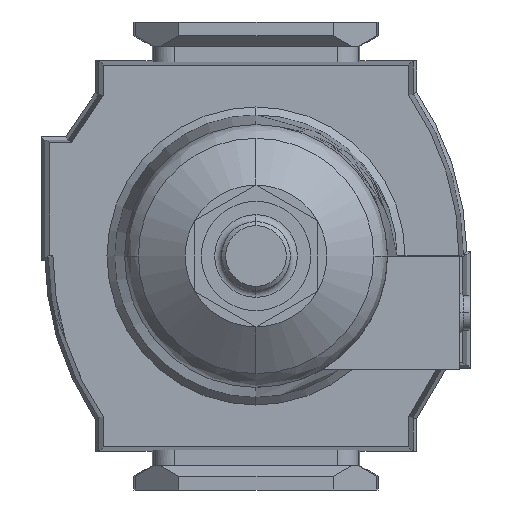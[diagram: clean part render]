
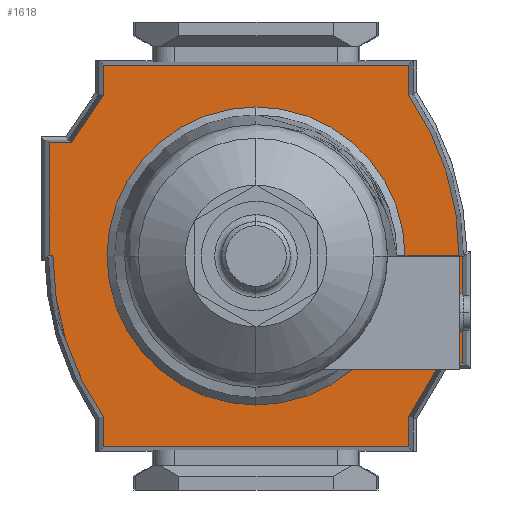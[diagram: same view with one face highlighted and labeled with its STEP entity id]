
A CAD part, front view. The second image highlights one B-rep face of the part: STEP entity #1618.
In plain terms, the highlighted planar face has unit normal (0, -1, 0).
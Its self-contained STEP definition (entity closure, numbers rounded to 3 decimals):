
#101 = ORIENTED_EDGE ( 'NONE', *, *, #6196, .F. ) ;
#130 = EDGE_CURVE ( 'NONE', #9976, #982, #3749, .T. ) ;
#331 = VERTEX_POINT ( 'NONE', #7005 ) ;
#418 = LINE ( 'NONE', #9619, #1552 ) ;
#553 = LINE ( 'NONE', #1495, #11570 ) ;
#614 = DIRECTION ( 'NONE',  ( 1., 0., 0. ) ) ;
#882 = ORIENTED_EDGE ( 'NONE', *, *, #3274, .F. ) ;
#883 = CARTESIAN_POINT ( 'NONE',  ( -15.5, -38.5, -26.8 ) ) ;
#982 = VERTEX_POINT ( 'NONE', #1667 ) ;
#994 = ORIENTED_EDGE ( 'NONE', *, *, #8001, .F. ) ;
#1057 = VECTOR ( 'NONE', #8574, 1000. ) ;
#1075 = CARTESIAN_POINT ( 'NONE',  ( 27.75, -38.5, 22.2 ) ) ;
#1084 = ORIENTED_EDGE ( 'NONE', *, *, #8941, .F. ) ;
#1147 = CARTESIAN_POINT ( 'NONE',  ( -27.75, -38.5, -22.2 ) ) ;
#1161 = EDGE_CURVE ( 'NONE', #6459, #4018, #10354, .T. ) ;
#1162 = CARTESIAN_POINT ( 'NONE',  ( 16.5, -38.5, 26.8 ) ) ;
#1199 = VERTEX_POINT ( 'NONE', #8693 ) ;
#1307 = LINE ( 'NONE', #3989, #2625 ) ;
#1379 = AXIS2_PLACEMENT_3D ( 'NONE', #11325, #5100, #3206 ) ;
#1393 = ORIENTED_EDGE ( 'NONE', *, *, #8086, .F. ) ;
#1495 = CARTESIAN_POINT ( 'NONE',  ( 16.5, -38.5, 30. ) ) ;
#1516 = CARTESIAN_POINT ( 'NONE',  ( -27.75, -38.5, 22.2 ) ) ;
#1552 = VECTOR ( 'NONE', #6025, 1000. ) ;
#1576 = ORIENTED_EDGE ( 'NONE', *, *, #10470, .F. ) ;
#1587 = CARTESIAN_POINT ( 'NONE',  ( 0.1, -38.5, 30. ) ) ;
#1618 = ADVANCED_FACE ( 'NONE', ( #11442 ), #10339, .T. ) ;
#1667 = CARTESIAN_POINT ( 'NONE',  ( 27.75, -38.5, 22.2 ) ) ;
#1906 = DIRECTION ( 'NONE',  ( 0., 0., 1. ) ) ;
#2162 = CIRCLE ( 'NONE', #9742, 41.1 ) ;
#2233 = EDGE_LOOP ( 'NONE', ( #3202, #1084, #3196, #9921, #882, #994, #11294, #101, #6312, #11307, #7308, #1576, #1393, #5332, #5430, #3363, #5143 ) ) ;
#2266 = DIRECTION ( 'NONE',  ( 0., 0., 1. ) ) ;
#2280 = VECTOR ( 'NONE', #8804, 1000. ) ;
#2312 = DIRECTION ( 'NONE',  ( 0., 1., 0. ) ) ;
#2423 = DIRECTION ( 'NONE',  ( 0.83, 0., -0.557 ) ) ;
#2439 = CARTESIAN_POINT ( 'NONE',  ( -27.75, -38.5, -22.2 ) ) ;
#2625 = VECTOR ( 'NONE', #7626, 1000. ) ;
#2739 = LINE ( 'NONE', #7219, #4874 ) ;
#3123 = DIRECTION ( 'NONE',  ( -1., 0., 0. ) ) ;
#3196 = ORIENTED_EDGE ( 'NONE', *, *, #5329, .F. ) ;
#3202 = ORIENTED_EDGE ( 'NONE', *, *, #6855, .F. ) ;
#3206 = DIRECTION ( 'NONE',  ( 0., 0., -1. ) ) ;
#3270 = CARTESIAN_POINT ( 'NONE',  ( -15.5, -38.5, -30. ) ) ;
#3274 = EDGE_CURVE ( 'NONE', #9697, #8089, #3781, .T. ) ;
#3362 = EDGE_CURVE ( 'NONE', #11059, #331, #7773, .T. ) ;
#3363 = ORIENTED_EDGE ( 'NONE', *, *, #8553, .F. ) ;
#3408 = EDGE_CURVE ( 'NONE', #6101, #10256, #1307, .T. ) ;
#3434 = LINE ( 'NONE', #11600, #5381 ) ;
#3566 = CARTESIAN_POINT ( 'NONE',  ( 0.1, -38.5, 30. ) ) ;
#3749 = LINE ( 'NONE', #1075, #8412 ) ;
#3781 = LINE ( 'NONE', #5648, #7579 ) ;
#3864 = CARTESIAN_POINT ( 'NONE',  ( 23.383, -38.5, -22.2 ) ) ;
#3989 = CARTESIAN_POINT ( 'NONE',  ( 16.5, -38.5, 26.8 ) ) ;
#3999 = EDGE_CURVE ( 'NONE', #10256, #9976, #11428, .T. ) ;
#4018 = VERTEX_POINT ( 'NONE', #1516 ) ;
#4020 = DIRECTION ( 'NONE',  ( 0., 0., -1. ) ) ;
#4254 = CARTESIAN_POINT ( 'NONE',  ( 23.35, -38.5, 22.2 ) ) ;
#4273 = LINE ( 'NONE', #2439, #1057 ) ;
#4437 = LINE ( 'NONE', #1587, #5208 ) ;
#4458 = EDGE_CURVE ( 'NONE', #9775, #7021, #11296, .T. ) ;
#4748 = DIRECTION ( 'NONE',  ( 1., 0., 0. ) ) ;
#4874 = VECTOR ( 'NONE', #1906, 1000. ) ;
#4891 = CARTESIAN_POINT ( 'NONE',  ( -0.1, -38.5, -29.5 ) ) ;
#5100 = DIRECTION ( 'NONE',  ( 0., -1., 0. ) ) ;
#5143 = ORIENTED_EDGE ( 'NONE', *, *, #1161, .F. ) ;
#5160 = DIRECTION ( 'NONE',  ( 0., 0., 1. ) ) ;
#5208 = VECTOR ( 'NONE', #10717, 1000. ) ;
#5224 = DIRECTION ( 'NONE',  ( -1., 0., 0. ) ) ;
#5275 = VECTOR ( 'NONE', #3123, 1000. ) ;
#5329 = EDGE_CURVE ( 'NONE', #7744, #7914, #2739, .T. ) ;
#5332 = ORIENTED_EDGE ( 'NONE', *, *, #3362, .F. ) ;
#5339 = DIRECTION ( 'NONE',  ( 1., 0., 0. ) ) ;
#5381 = VECTOR ( 'NONE', #10677, 1000. ) ;
#5430 = ORIENTED_EDGE ( 'NONE', *, *, #8881, .F. ) ;
#5648 = CARTESIAN_POINT ( 'NONE',  ( -0.1, -38.5, -30. ) ) ;
#5672 = DIRECTION ( 'NONE',  ( 0., 1., 0. ) ) ;
#6025 = DIRECTION ( 'NONE',  ( 0., 0., -1. ) ) ;
#6058 = CARTESIAN_POINT ( 'NONE',  ( -23.35, -38.5, -22.2 ) ) ;
#6101 = VERTEX_POINT ( 'NONE', #9730 ) ;
#6189 = LINE ( 'NONE', #8893, #7648 ) ;
#6196 = EDGE_CURVE ( 'NONE', #982, #9775, #418, .T. ) ;
#6312 = ORIENTED_EDGE ( 'NONE', *, *, #130, .F. ) ;
#6361 = LINE ( 'NONE', #9787, #7877 ) ;
#6459 = VERTEX_POINT ( 'NONE', #1147 ) ;
#6855 = EDGE_CURVE ( 'NONE', #10382, #6459, #4273, .T. ) ;
#6911 = CARTESIAN_POINT ( 'NONE',  ( 23.35, -38.5, 22.2 ) ) ;
#7005 = CARTESIAN_POINT ( 'NONE',  ( 0.1, -38.5, 29.5 ) ) ;
#7021 = VERTEX_POINT ( 'NONE', #3864 ) ;
#7219 = CARTESIAN_POINT ( 'NONE',  ( -15.5, -38.5, -26.8 ) ) ;
#7224 = EDGE_CURVE ( 'NONE', #8089, #7744, #6189, .T. ) ;
#7308 = ORIENTED_EDGE ( 'NONE', *, *, #3408, .F. ) ;
#7505 = DIRECTION ( 'NONE',  ( 0., 1., 0. ) ) ;
#7516 = CARTESIAN_POINT ( 'NONE',  ( 0., -38.5, 29.5 ) ) ;
#7579 = VECTOR ( 'NONE', #4020, 1000. ) ;
#7626 = DIRECTION ( 'NONE',  ( 0., 0., -1. ) ) ;
#7648 = VECTOR ( 'NONE', #5224, 1000. ) ;
#7698 = CARTESIAN_POINT ( 'NONE',  ( -27.75, -38.5, 22.2 ) ) ;
#7744 = VERTEX_POINT ( 'NONE', #3270 ) ;
#7756 = CARTESIAN_POINT ( 'NONE',  ( 27.75, -38.5, -22.2 ) ) ;
#7773 = CIRCLE ( 'NONE', #9083, 41.1 ) ;
#7877 = VECTOR ( 'NONE', #5339, 1000. ) ;
#7914 = VERTEX_POINT ( 'NONE', #883 ) ;
#8001 = EDGE_CURVE ( 'NONE', #7021, #9697, #2162, .T. ) ;
#8086 = EDGE_CURVE ( 'NONE', #331, #8803, #4437, .T. ) ;
#8089 = VERTEX_POINT ( 'NONE', #9791 ) ;
#8412 = VECTOR ( 'NONE', #4748, 1000. ) ;
#8465 = CARTESIAN_POINT ( 'NONE',  ( 0., -38.5, -11.6 ) ) ;
#8541 = CARTESIAN_POINT ( 'NONE',  ( 23.383, -38.5, -22.2 ) ) ;
#8553 = EDGE_CURVE ( 'NONE', #4018, #1199, #6361, .T. ) ;
#8574 = DIRECTION ( 'NONE',  ( -1., 0., 0. ) ) ;
#8693 = CARTESIAN_POINT ( 'NONE',  ( -23.383, -38.5, 22.2 ) ) ;
#8803 = VERTEX_POINT ( 'NONE', #3566 ) ;
#8804 = DIRECTION ( 'NONE',  ( 0., 0., 1. ) ) ;
#8881 = EDGE_CURVE ( 'NONE', #1199, #11059, #9916, .T. ) ;
#8893 = CARTESIAN_POINT ( 'NONE',  ( -15.5, -38.5, -30. ) ) ;
#8941 = EDGE_CURVE ( 'NONE', #7914, #10382, #3434, .T. ) ;
#9083 = AXIS2_PLACEMENT_3D ( 'NONE', #8465, #5672, #9263 ) ;
#9103 = VECTOR ( 'NONE', #2423, 1000. ) ;
#9263 = DIRECTION ( 'NONE',  ( 0., 0., 1. ) ) ;
#9618 = CARTESIAN_POINT ( 'NONE',  ( 0., -38.5, 11.6 ) ) ;
#9619 = CARTESIAN_POINT ( 'NONE',  ( 27.75, -38.5, -22.2 ) ) ;
#9697 = VERTEX_POINT ( 'NONE', #4891 ) ;
#9730 = CARTESIAN_POINT ( 'NONE',  ( 16.5, -38.5, 30. ) ) ;
#9742 = AXIS2_PLACEMENT_3D ( 'NONE', #9618, #2312, #5160 ) ;
#9775 = VERTEX_POINT ( 'NONE', #7756 ) ;
#9787 = CARTESIAN_POINT ( 'NONE',  ( -23.383, -38.5, 22.2 ) ) ;
#9791 = CARTESIAN_POINT ( 'NONE',  ( -0.1, -38.5, -30. ) ) ;
#9916 = CIRCLE ( 'NONE', #11036, 41.1 ) ;
#9921 = ORIENTED_EDGE ( 'NONE', *, *, #7224, .F. ) ;
#9976 = VERTEX_POINT ( 'NONE', #6911 ) ;
#10256 = VERTEX_POINT ( 'NONE', #1162 ) ;
#10339 = PLANE ( 'NONE',  #1379 ) ;
#10354 = LINE ( 'NONE', #7698, #2280 ) ;
#10382 = VERTEX_POINT ( 'NONE', #6058 ) ;
#10397 = CARTESIAN_POINT ( 'NONE',  ( 0., -38.5, -11.6 ) ) ;
#10470 = EDGE_CURVE ( 'NONE', #8803, #6101, #553, .T. ) ;
#10677 = DIRECTION ( 'NONE',  ( -0.863, 0., 0.506 ) ) ;
#10717 = DIRECTION ( 'NONE',  ( 0., 0., 1. ) ) ;
#11036 = AXIS2_PLACEMENT_3D ( 'NONE', #10397, #7505, #2266 ) ;
#11059 = VERTEX_POINT ( 'NONE', #7516 ) ;
#11294 = ORIENTED_EDGE ( 'NONE', *, *, #4458, .F. ) ;
#11296 = LINE ( 'NONE', #8541, #5275 ) ;
#11307 = ORIENTED_EDGE ( 'NONE', *, *, #3999, .F. ) ;
#11325 = CARTESIAN_POINT ( 'NONE',  ( -28.86, -38.5, 31.2 ) ) ;
#11428 = LINE ( 'NONE', #4254, #9103 ) ;
#11442 = FACE_OUTER_BOUND ( 'NONE', #2233, .T. ) ;
#11570 = VECTOR ( 'NONE', #614, 1000. ) ;
#11600 = CARTESIAN_POINT ( 'NONE',  ( -23.35, -38.5, -22.2 ) ) ;
